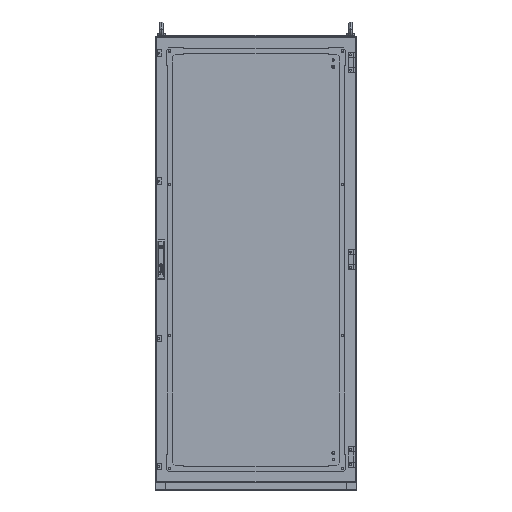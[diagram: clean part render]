
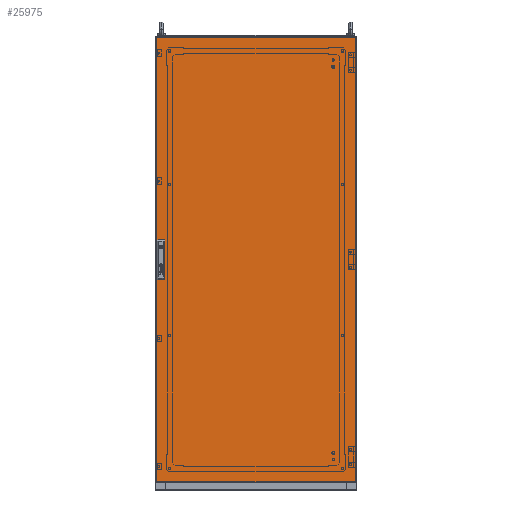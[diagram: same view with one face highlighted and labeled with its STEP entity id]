
A CAD part, top view. The second image highlights one B-rep face of the part: STEP entity #25975.
In plain terms, the highlighted planar face has unit normal (0, 0, 1).
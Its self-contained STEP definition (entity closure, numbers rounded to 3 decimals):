
#380 = VECTOR ( 'NONE', #140421, 1000. ) ;
#467 = VERTEX_POINT ( 'NONE', #134884 ) ;
#3299 = EDGE_CURVE ( 'NONE', #149448, #98105, #59491, .T. ) ;
#3435 = DIRECTION ( 'NONE',  ( 0., -1., 0. ) ) ;
#3718 = AXIS2_PLACEMENT_3D ( 'NONE', #81311, #164041, #135553 ) ;
#3894 = FACE_BOUND ( 'NONE', #40595, .T. ) ;
#6665 = CARTESIAN_POINT ( 'NONE',  ( -397., -870., 0. ) ) ;
#7920 = LINE ( 'NONE', #34562, #53910 ) ;
#12987 = EDGE_CURVE ( 'NONE', #467, #125815, #15741, .T. ) ;
#13097 = CARTESIAN_POINT ( 'NONE',  ( -390.7, -61.5, 0. ) ) ;
#14319 = CARTESIAN_POINT ( 'NONE',  ( -365.7, -61.5, 0. ) ) ;
#15556 = VERTEX_POINT ( 'NONE', #13097 ) ;
#15741 = LINE ( 'NONE', #165135, #163751 ) ;
#21728 = VECTOR ( 'NONE', #87580, 1000. ) ;
#21904 = EDGE_CURVE ( 'NONE', #104972, #467, #126539, .T. ) ;
#22849 = CARTESIAN_POINT ( 'NONE',  ( -390.7, -11.5, 0. ) ) ;
#25975 = ADVANCED_FACE ( 'NONE', ( #3894, #152417, #125709 ), #69669, .T. ) ;
#28167 = DIRECTION ( 'NONE',  ( 0., -1., 0. ) ) ;
#30165 = VECTOR ( 'NONE', #153470, 1000. ) ;
#30622 = EDGE_LOOP ( 'NONE', ( #160559, #123162, #132344, #64242 ) ) ;
#32125 = CARTESIAN_POINT ( 'NONE',  ( -397., 897., 0. ) ) ;
#32282 = ORIENTED_EDGE ( 'NONE', *, *, #60746, .F. ) ;
#34562 = CARTESIAN_POINT ( 'NONE',  ( -365.7, -61.5, 0. ) ) ;
#35315 = ORIENTED_EDGE ( 'NONE', *, *, #12987, .F. ) ;
#35420 = DIRECTION ( 'NONE',  ( 1., 0., 0. ) ) ;
#36287 = VERTEX_POINT ( 'NONE', #22849 ) ;
#37642 = CARTESIAN_POINT ( 'NONE',  ( -365.7, -11.5, 0. ) ) ;
#40595 = EDGE_LOOP ( 'NONE', ( #35315, #75628, #93817, #131840 ) ) ;
#41209 = DIRECTION ( 'NONE',  ( -1., 0., 0. ) ) ;
#42875 = EDGE_CURVE ( 'NONE', #98105, #130387, #140929, .T. ) ;
#43704 = VERTEX_POINT ( 'NONE', #147960 ) ;
#44283 = CARTESIAN_POINT ( 'NONE',  ( -390.7, -61.5, 0. ) ) ;
#53910 = VECTOR ( 'NONE', #35420, 1000. ) ;
#59491 = LINE ( 'NONE', #72829, #380 ) ;
#60746 = EDGE_CURVE ( 'NONE', #15556, #165004, #7920, .T. ) ;
#64242 = ORIENTED_EDGE ( 'NONE', *, *, #42875, .T. ) ;
#64806 = EDGE_LOOP ( 'NONE', ( #154388, #142818, #144483, #32282 ) ) ;
#65559 = VECTOR ( 'NONE', #172928, 1000. ) ;
#69669 = PLANE ( 'NONE',  #3718 ) ;
#72136 = DIRECTION ( 'NONE',  ( 0., -1., 0. ) ) ;
#72829 = CARTESIAN_POINT ( 'NONE',  ( 397., 897., 0. ) ) ;
#73285 = CARTESIAN_POINT ( 'NONE',  ( -397., -870., 0. ) ) ;
#74327 = VECTOR ( 'NONE', #116671, 1000. ) ;
#74405 = CARTESIAN_POINT ( 'NONE',  ( -397., 897., 0. ) ) ;
#75365 = CARTESIAN_POINT ( 'NONE',  ( 397., -870., 0. ) ) ;
#75628 = ORIENTED_EDGE ( 'NONE', *, *, #21904, .F. ) ;
#77755 = VECTOR ( 'NONE', #72136, 1000. ) ;
#81311 = CARTESIAN_POINT ( 'NONE',  ( 0., 0., 0. ) ) ;
#83042 = CARTESIAN_POINT ( 'NONE',  ( -365.7, 88.5, 0. ) ) ;
#84290 = EDGE_CURVE ( 'NONE', #130387, #107979, #123168, .T. ) ;
#84458 = LINE ( 'NONE', #14319, #113866 ) ;
#87580 = DIRECTION ( 'NONE',  ( -1., 0., 0. ) ) ;
#88976 = EDGE_CURVE ( 'NONE', #107979, #149448, #141851, .T. ) ;
#91527 = CARTESIAN_POINT ( 'NONE',  ( -365.7, 38.5, 0. ) ) ;
#92518 = VECTOR ( 'NONE', #41209, 1000. ) ;
#93817 = ORIENTED_EDGE ( 'NONE', *, *, #112969, .F. ) ;
#94819 = VERTEX_POINT ( 'NONE', #136316 ) ;
#96989 = CARTESIAN_POINT ( 'NONE',  ( -390.7, 38.5, 0. ) ) ;
#98105 = VERTEX_POINT ( 'NONE', #150264 ) ;
#100641 = CARTESIAN_POINT ( 'NONE',  ( -365.7, -61.5, 0. ) ) ;
#100905 = VECTOR ( 'NONE', #144804, 1000. ) ;
#101358 = EDGE_CURVE ( 'NONE', #125815, #43704, #161077, .T. ) ;
#102876 = CARTESIAN_POINT ( 'NONE',  ( -365.7, 88.5, 0. ) ) ;
#104972 = VERTEX_POINT ( 'NONE', #102876 ) ;
#107979 = VERTEX_POINT ( 'NONE', #73285 ) ;
#108949 = EDGE_CURVE ( 'NONE', #94819, #36287, #147921, .T. ) ;
#112969 = EDGE_CURVE ( 'NONE', #43704, #104972, #172446, .T. ) ;
#113866 = VECTOR ( 'NONE', #138721, 1000. ) ;
#116671 = DIRECTION ( 'NONE',  ( 1., 0., 0. ) ) ;
#123162 = ORIENTED_EDGE ( 'NONE', *, *, #88976, .T. ) ;
#123168 = LINE ( 'NONE', #32125, #77755 ) ;
#125709 = FACE_OUTER_BOUND ( 'NONE', #30622, .T. ) ;
#125815 = VERTEX_POINT ( 'NONE', #96989 ) ;
#126539 = LINE ( 'NONE', #83042, #92518 ) ;
#130387 = VERTEX_POINT ( 'NONE', #74405 ) ;
#131840 = ORIENTED_EDGE ( 'NONE', *, *, #101358, .F. ) ;
#132344 = ORIENTED_EDGE ( 'NONE', *, *, #3299, .T. ) ;
#134884 = CARTESIAN_POINT ( 'NONE',  ( -390.7, 88.5, 0. ) ) ;
#135553 = DIRECTION ( 'NONE',  ( 1., 0., 0. ) ) ;
#136316 = CARTESIAN_POINT ( 'NONE',  ( -365.7, -11.5, 0. ) ) ;
#136488 = EDGE_CURVE ( 'NONE', #36287, #15556, #141211, .T. ) ;
#138721 = DIRECTION ( 'NONE',  ( 0., 1., 0. ) ) ;
#140421 = DIRECTION ( 'NONE',  ( 0., 1., 0. ) ) ;
#140929 = LINE ( 'NONE', #155184, #21728 ) ;
#141211 = LINE ( 'NONE', #44283, #172133 ) ;
#141851 = LINE ( 'NONE', #6665, #30165 ) ;
#142818 = ORIENTED_EDGE ( 'NONE', *, *, #108949, .F. ) ;
#144483 = ORIENTED_EDGE ( 'NONE', *, *, #173965, .F. ) ;
#144804 = DIRECTION ( 'NONE',  ( 0., 1., 0. ) ) ;
#147921 = LINE ( 'NONE', #37642, #65559 ) ;
#147960 = CARTESIAN_POINT ( 'NONE',  ( -365.7, 38.5, 0. ) ) ;
#149448 = VERTEX_POINT ( 'NONE', #75365 ) ;
#150264 = CARTESIAN_POINT ( 'NONE',  ( 397., 897., 0. ) ) ;
#152417 = FACE_BOUND ( 'NONE', #64806, .T. ) ;
#153470 = DIRECTION ( 'NONE',  ( 1., 0., 0. ) ) ;
#154388 = ORIENTED_EDGE ( 'NONE', *, *, #136488, .F. ) ;
#155184 = CARTESIAN_POINT ( 'NONE',  ( -397., 897., 0. ) ) ;
#160559 = ORIENTED_EDGE ( 'NONE', *, *, #84290, .T. ) ;
#161077 = LINE ( 'NONE', #170955, #74327 ) ;
#163751 = VECTOR ( 'NONE', #28167, 1000. ) ;
#164041 = DIRECTION ( 'NONE',  ( 0., 0., 1. ) ) ;
#165004 = VERTEX_POINT ( 'NONE', #100641 ) ;
#165135 = CARTESIAN_POINT ( 'NONE',  ( -390.7, 38.5, 0. ) ) ;
#170955 = CARTESIAN_POINT ( 'NONE',  ( -365.7, 38.5, 0. ) ) ;
#172133 = VECTOR ( 'NONE', #3435, 1000. ) ;
#172446 = LINE ( 'NONE', #91527, #100905 ) ;
#172928 = DIRECTION ( 'NONE',  ( -1., 0., 0. ) ) ;
#173965 = EDGE_CURVE ( 'NONE', #165004, #94819, #84458, .T. ) ;
